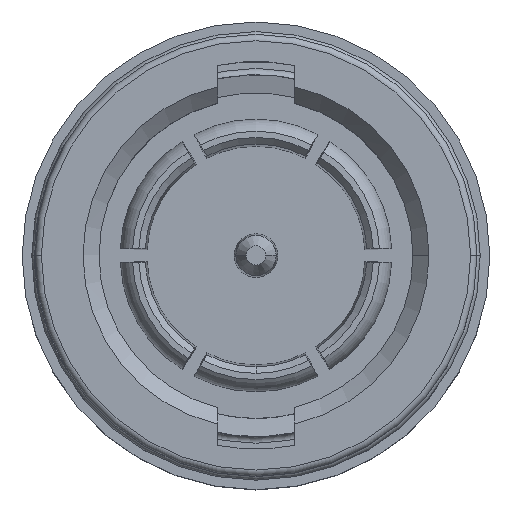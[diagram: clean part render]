
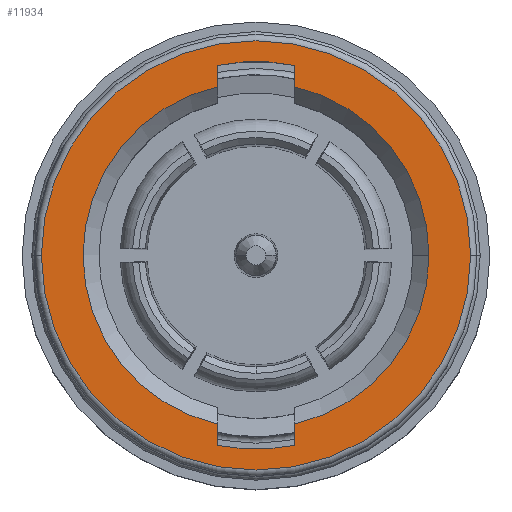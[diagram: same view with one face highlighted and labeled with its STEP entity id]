
A CAD part, top view. The second image highlights one B-rep face of the part: STEP entity #11934.
In plain terms, the highlighted planar face has unit normal (0, 0, 1).
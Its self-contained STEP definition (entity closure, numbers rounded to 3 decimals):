
#39 = AXIS2_PLACEMENT_3D ( 'NONE', #11685, #6658, #3187 ) ;
#127 = VECTOR ( 'NONE', #14016, 1000. ) ;
#306 = VERTEX_POINT ( 'NONE', #13011 ) ;
#511 = DIRECTION ( 'NONE',  ( 0., 0., 1. ) ) ;
#982 = ORIENTED_EDGE ( 'NONE', *, *, #10540, .F. ) ;
#2040 = EDGE_LOOP ( 'NONE', ( #12783, #7369, #982, #15209, #6335, #5179, #10888, #9612, #14656 ) ) ;
#2131 = CIRCLE ( 'NONE', #13605, 6.7 ) ;
#2263 = FACE_BOUND ( 'NONE', #2040, .T. ) ;
#2348 = EDGE_CURVE ( 'NONE', #8335, #6640, #11588, .T. ) ;
#2483 = CARTESIAN_POINT ( 'NONE',  ( -1.2, 5.265, 0.85 ) ) ;
#2573 = CARTESIAN_POINT ( 'NONE',  ( -1.2, -5.93, 0.85 ) ) ;
#2901 = DIRECTION ( 'NONE',  ( -1., 0., 0. ) ) ;
#2957 = CARTESIAN_POINT ( 'NONE',  ( 1.2, 4.751, 0.85 ) ) ;
#3025 = CARTESIAN_POINT ( 'NONE',  ( -6.7, 0., 0.85 ) ) ;
#3081 = VERTEX_POINT ( 'NONE', #13764 ) ;
#3133 = VERTEX_POINT ( 'NONE', #9233 ) ;
#3187 = DIRECTION ( 'NONE',  ( 1., 0., 0. ) ) ;
#3258 = CIRCLE ( 'NONE', #13788, 5.4 ) ;
#3477 = VERTEX_POINT ( 'NONE', #12511 ) ;
#3644 = LINE ( 'NONE', #10505, #12715 ) ;
#3729 = DIRECTION ( 'NONE',  ( 1., 0., 0. ) ) ;
#3898 = VECTOR ( 'NONE', #4221, 1000. ) ;
#4221 = DIRECTION ( 'NONE',  ( 0., 1., 0. ) ) ;
#4296 = CARTESIAN_POINT ( 'NONE',  ( 0., 0., 0.85 ) ) ;
#4415 = CARTESIAN_POINT ( 'NONE',  ( 0., 0., 0.85 ) ) ;
#4573 = EDGE_CURVE ( 'NONE', #3133, #3081, #7133, .T. ) ;
#4617 = CARTESIAN_POINT ( 'NONE',  ( -1.2, -4.751, 0.85 ) ) ;
#4619 = LINE ( 'NONE', #4617, #15829 ) ;
#4860 = EDGE_CURVE ( 'NONE', #6640, #9642, #4619, .T. ) ;
#5179 = ORIENTED_EDGE ( 'NONE', *, *, #11288, .F. ) ;
#5337 = DIRECTION ( 'NONE',  ( 0., 0., 1. ) ) ;
#5338 = DIRECTION ( 'NONE',  ( 1., 0., 0. ) ) ;
#5452 = DIRECTION ( 'NONE',  ( 0., 0., -1. ) ) ;
#5559 = CIRCLE ( 'NONE', #11103, 6.7 ) ;
#5586 = AXIS2_PLACEMENT_3D ( 'NONE', #11431, #5337, #14025 ) ;
#5820 = AXIS2_PLACEMENT_3D ( 'NONE', #4415, #5452, #6867 ) ;
#5837 = CARTESIAN_POINT ( 'NONE',  ( 6.7, 0., 0.85 ) ) ;
#6010 = LINE ( 'NONE', #14201, #3898 ) ;
#6335 = ORIENTED_EDGE ( 'NONE', *, *, #9366, .F. ) ;
#6475 = CARTESIAN_POINT ( 'NONE',  ( 0., 0., 0.85 ) ) ;
#6532 = CARTESIAN_POINT ( 'NONE',  ( 1.2, -5.265, 0.85 ) ) ;
#6640 = VERTEX_POINT ( 'NONE', #8988 ) ;
#6658 = DIRECTION ( 'NONE',  ( 0., 0., 1. ) ) ;
#6867 = DIRECTION ( 'NONE',  ( -1., 0., 0. ) ) ;
#6957 = AXIS2_PLACEMENT_3D ( 'NONE', #11740, #14137, #14002 ) ;
#7133 = CIRCLE ( 'NONE', #6957, 6.05 ) ;
#7369 = ORIENTED_EDGE ( 'NONE', *, *, #8145, .F. ) ;
#7476 = CIRCLE ( 'NONE', #5586, 5.4 ) ;
#7686 = CIRCLE ( 'NONE', #39, 6.05 ) ;
#7706 = VERTEX_POINT ( 'NONE', #3025 ) ;
#7750 = EDGE_CURVE ( 'NONE', #14893, #306, #7476, .T. ) ;
#7770 = DIRECTION ( 'NONE',  ( -1., 0., 0. ) ) ;
#8145 = EDGE_CURVE ( 'NONE', #16019, #3133, #9950, .T. ) ;
#8335 = VERTEX_POINT ( 'NONE', #2483 ) ;
#8500 = DIRECTION ( 'NONE',  ( 0., 0., 1. ) ) ;
#8988 = CARTESIAN_POINT ( 'NONE',  ( -1.2, -5.265, 0.85 ) ) ;
#9233 = CARTESIAN_POINT ( 'NONE',  ( 1.2, 5.93, 0.85 ) ) ;
#9366 = EDGE_CURVE ( 'NONE', #3477, #14893, #6010, .T. ) ;
#9504 = EDGE_LOOP ( 'NONE', ( #10689, #12333 ) ) ;
#9612 = ORIENTED_EDGE ( 'NONE', *, *, #2348, .F. ) ;
#9642 = VERTEX_POINT ( 'NONE', #2573 ) ;
#9711 = CARTESIAN_POINT ( 'NONE',  ( 1.2, 5.265, 0.85 ) ) ;
#9950 = LINE ( 'NONE', #2957, #127 ) ;
#10238 = PLANE ( 'NONE',  #5820 ) ;
#10505 = CARTESIAN_POINT ( 'NONE',  ( -1.2, 4.751, 0.85 ) ) ;
#10540 = EDGE_CURVE ( 'NONE', #306, #16019, #3258, .T. ) ;
#10689 = ORIENTED_EDGE ( 'NONE', *, *, #11577, .T. ) ;
#10888 = ORIENTED_EDGE ( 'NONE', *, *, #4860, .F. ) ;
#11103 = AXIS2_PLACEMENT_3D ( 'NONE', #6475, #15166, #7770 ) ;
#11126 = EDGE_CURVE ( 'NONE', #15529, #7706, #2131, .T. ) ;
#11288 = EDGE_CURVE ( 'NONE', #9642, #3477, #7686, .T. ) ;
#11431 = CARTESIAN_POINT ( 'NONE',  ( 0., 0., 0.85 ) ) ;
#11529 = DIRECTION ( 'NONE',  ( 0., 0., 1. ) ) ;
#11577 = EDGE_CURVE ( 'NONE', #7706, #15529, #5559, .T. ) ;
#11588 = CIRCLE ( 'NONE', #13534, 5.4 ) ;
#11623 = EDGE_CURVE ( 'NONE', #3081, #8335, #3644, .T. ) ;
#11685 = CARTESIAN_POINT ( 'NONE',  ( 0., 0., 0.85 ) ) ;
#11740 = CARTESIAN_POINT ( 'NONE',  ( 0., 0., 0.85 ) ) ;
#11934 = ADVANCED_FACE ( 'NONE', ( #15580, #2263 ), #10238, .F. ) ;
#12333 = ORIENTED_EDGE ( 'NONE', *, *, #11126, .T. ) ;
#12511 = CARTESIAN_POINT ( 'NONE',  ( 1.2, -5.93, 0.85 ) ) ;
#12715 = VECTOR ( 'NONE', #12872, 1000. ) ;
#12783 = ORIENTED_EDGE ( 'NONE', *, *, #4573, .F. ) ;
#12856 = CARTESIAN_POINT ( 'NONE',  ( 0., 0., 0.85 ) ) ;
#12872 = DIRECTION ( 'NONE',  ( 0., -1., 0. ) ) ;
#13011 = CARTESIAN_POINT ( 'NONE',  ( 5.4, 0., 0.85 ) ) ;
#13165 = DIRECTION ( 'NONE',  ( 0., -1., 0. ) ) ;
#13534 = AXIS2_PLACEMENT_3D ( 'NONE', #15921, #8500, #3729 ) ;
#13605 = AXIS2_PLACEMENT_3D ( 'NONE', #4296, #511, #2901 ) ;
#13764 = CARTESIAN_POINT ( 'NONE',  ( -1.2, 5.93, 0.85 ) ) ;
#13788 = AXIS2_PLACEMENT_3D ( 'NONE', #12856, #11529, #5338 ) ;
#14002 = DIRECTION ( 'NONE',  ( -1., 0., 0. ) ) ;
#14016 = DIRECTION ( 'NONE',  ( 0., 1., 0. ) ) ;
#14025 = DIRECTION ( 'NONE',  ( 1., 0., 0. ) ) ;
#14137 = DIRECTION ( 'NONE',  ( 0., 0., 1. ) ) ;
#14201 = CARTESIAN_POINT ( 'NONE',  ( 1.2, -4.751, 0.85 ) ) ;
#14656 = ORIENTED_EDGE ( 'NONE', *, *, #11623, .F. ) ;
#14893 = VERTEX_POINT ( 'NONE', #6532 ) ;
#15166 = DIRECTION ( 'NONE',  ( 0., 0., 1. ) ) ;
#15209 = ORIENTED_EDGE ( 'NONE', *, *, #7750, .F. ) ;
#15529 = VERTEX_POINT ( 'NONE', #5837 ) ;
#15580 = FACE_OUTER_BOUND ( 'NONE', #9504, .T. ) ;
#15829 = VECTOR ( 'NONE', #13165, 1000. ) ;
#15921 = CARTESIAN_POINT ( 'NONE',  ( 0., 0., 0.85 ) ) ;
#16019 = VERTEX_POINT ( 'NONE', #9711 ) ;
